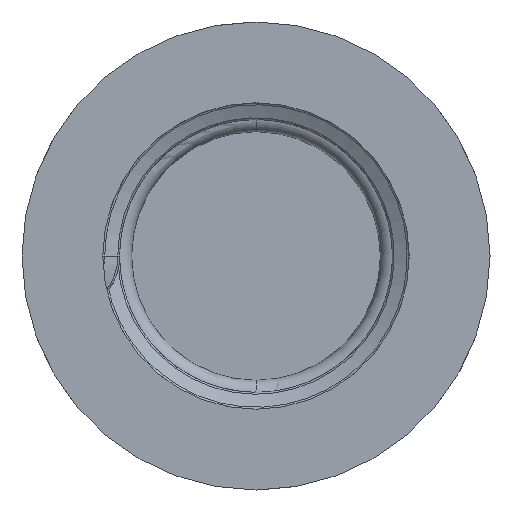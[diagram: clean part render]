
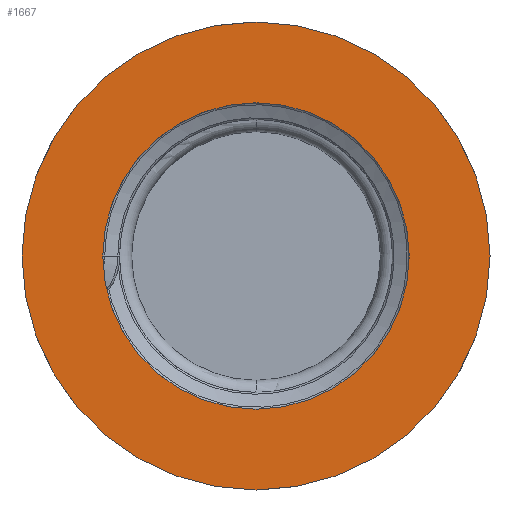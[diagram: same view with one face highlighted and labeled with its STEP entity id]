
A CAD part, left-side view. The second image highlights one B-rep face of the part: STEP entity #1667.
In plain terms, the highlighted planar face has unit normal (-1, 0, 0).
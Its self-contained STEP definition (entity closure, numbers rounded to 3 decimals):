
#353 = CARTESIAN_POINT ( 'NONE',  ( 0., 0., 0. ) ) ;
#354 = DIRECTION ( 'NONE',  ( 1., 0., 0. ) ) ;
#355 = DIRECTION ( 'NONE',  ( 0., 0., -1. ) ) ;
#463 = CARTESIAN_POINT ( 'NONE',  ( 0., 0., 0. ) ) ;
#464 = DIRECTION ( 'NONE',  ( 1., 0., 0. ) ) ;
#465 = DIRECTION ( 'NONE',  ( 0., 0., -1. ) ) ;
#1303 = CARTESIAN_POINT ( 'NONE',  ( 0., 0., 16. ) ) ;
#1335 = CARTESIAN_POINT ( 'NONE',  ( 0., 0., -16. ) ) ;
#1345 = CARTESIAN_POINT ( 'NONE',  ( 0., 0., 10.477 ) ) ;
#1346 = CARTESIAN_POINT ( 'NONE',  ( 0., 0., -10.478 ) ) ;
#1633 = EDGE_CURVE ( 'NONE', #2094, #2096, #4088, .T. ) ;
#1667 = ADVANCED_FACE ( 'NONE', ( #2469, #2465 ), #2470, .T. ) ;
#2094 = VERTEX_POINT ( 'NONE', #1303 ) ;
#2096 = VERTEX_POINT ( 'NONE', #1335 ) ;
#2107 = VERTEX_POINT ( 'NONE', #1345 ) ;
#2108 = VERTEX_POINT ( 'NONE', #1346 ) ;
#2249 = EDGE_LOOP ( 'NONE', ( #4337, #4336 ) ) ;
#2301 = EDGE_LOOP ( 'NONE', ( #4335, #4334 ) ) ;
#2460 = CARTESIAN_POINT ( 'NONE',  ( 0., 0., -10.478 ) ) ;
#2465 = FACE_OUTER_BOUND ( 'NONE', #2301, .T. ) ;
#2469 = FACE_BOUND ( 'NONE', #2249, .T. ) ;
#2470 = PLANE ( 'NONE',  #4143 ) ;
#2472 = DIRECTION ( 'NONE',  ( -1., 0., 0. ) ) ;
#2473 = DIRECTION ( 'NONE',  ( 0., 0., 1. ) ) ;
#2988 = CARTESIAN_POINT ( 'NONE',  ( 0., 0., 0. ) ) ;
#2989 = DIRECTION ( 'NONE',  ( 1., 0., 0. ) ) ;
#2990 = DIRECTION ( 'NONE',  ( 0., 0., -1. ) ) ;
#3658 = CARTESIAN_POINT ( 'NONE',  ( 0., 0., 0. ) ) ;
#3659 = DIRECTION ( 'NONE',  ( 1., 0., 0. ) ) ;
#3660 = DIRECTION ( 'NONE',  ( 0., 0., -1. ) ) ;
#4088 = CIRCLE ( 'NONE', #4095, 16. ) ;
#4095 = AXIS2_PLACEMENT_3D ( 'NONE', #2988, #2989, #2990 ) ;
#4143 = AXIS2_PLACEMENT_3D ( 'NONE', #2460, #2472, #2473 ) ;
#4245 = CIRCLE ( 'NONE', #4247, 16. ) ;
#4247 = AXIS2_PLACEMENT_3D ( 'NONE', #353, #354, #355 ) ;
#4271 = CIRCLE ( 'NONE', #4273, 10.478 ) ;
#4273 = AXIS2_PLACEMENT_3D ( 'NONE', #463, #464, #465 ) ;
#4292 = CIRCLE ( 'NONE', #4293, 10.478 ) ;
#4293 = AXIS2_PLACEMENT_3D ( 'NONE', #3658, #3659, #3660 ) ;
#4334 = ORIENTED_EDGE ( 'NONE', *, *, #1633, .F. ) ;
#4335 = ORIENTED_EDGE ( 'NONE', *, *, #4835, .F. ) ;
#4336 = ORIENTED_EDGE ( 'NONE', *, *, #4858, .T. ) ;
#4337 = ORIENTED_EDGE ( 'NONE', *, *, #4908, .T. ) ;
#4835 = EDGE_CURVE ( 'NONE', #2096, #2094, #4245, .T. ) ;
#4858 = EDGE_CURVE ( 'NONE', #2107, #2108, #4271, .T. ) ;
#4908 = EDGE_CURVE ( 'NONE', #2108, #2107, #4292, .T. ) ;
